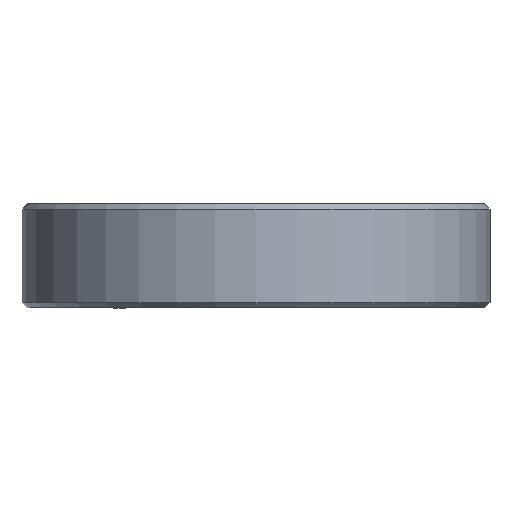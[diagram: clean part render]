
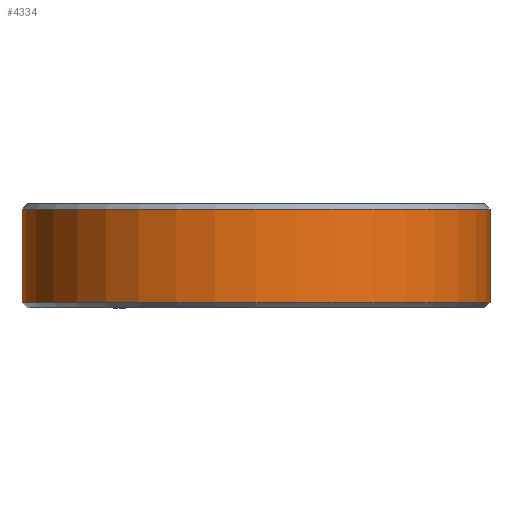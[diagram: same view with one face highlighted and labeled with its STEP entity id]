
A CAD part, front view. The second image highlights one B-rep face of the part: STEP entity #4334.
In plain terms, the highlighted cylindrical face has radius 11.25 mm (diameter 22.5 mm), a partial arc.
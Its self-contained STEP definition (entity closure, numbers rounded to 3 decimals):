
#810 = AXIS2_PLACEMENT_3D ( 'NONE', #3492, #8661, #4234 ) ;
#1078 = DIRECTION ( 'NONE',  ( 0., 0., 1. ) ) ;
#1087 = ORIENTED_EDGE ( 'NONE', *, *, #4771, .T. ) ;
#1362 = LINE ( 'NONE', #8012, #3321 ) ;
#1407 = CARTESIAN_POINT ( 'NONE',  ( 11.25, 0., -0.75 ) ) ;
#1646 = CARTESIAN_POINT ( 'NONE',  ( 0., 0., -5.5 ) ) ;
#2267 = CIRCLE ( 'NONE', #810, 11.25 ) ;
#2865 = VERTEX_POINT ( 'NONE', #3138 ) ;
#3045 = EDGE_LOOP ( 'NONE', ( #6449, #1087, #6060, #4310 ) ) ;
#3138 = CARTESIAN_POINT ( 'NONE',  ( -11.25, 0., -0.75 ) ) ;
#3321 = VECTOR ( 'NONE', #5068, 1000. ) ;
#3492 = CARTESIAN_POINT ( 'NONE',  ( 0., 0., -0.75 ) ) ;
#3885 = CARTESIAN_POINT ( 'NONE',  ( 11.25, 0., -5.25 ) ) ;
#3976 = AXIS2_PLACEMENT_3D ( 'NONE', #5514, #1078, #6264 ) ;
#4024 = CARTESIAN_POINT ( 'NONE',  ( -11.25, 0., -5.5 ) ) ;
#4234 = DIRECTION ( 'NONE',  ( 1., 0., 0. ) ) ;
#4310 = ORIENTED_EDGE ( 'NONE', *, *, #6265, .T. ) ;
#4334 = ADVANCED_FACE ( 'NONE', ( #7223 ), #8711, .T. ) ;
#4348 = VERTEX_POINT ( 'NONE', #3885 ) ;
#4477 = AXIS2_PLACEMENT_3D ( 'NONE', #1646, #5342, #6093 ) ;
#4771 = EDGE_CURVE ( 'NONE', #8635, #4348, #8918, .T. ) ;
#4773 = LINE ( 'NONE', #4024, #6687 ) ;
#5040 = EDGE_CURVE ( 'NONE', #8635, #2865, #4773, .T. ) ;
#5068 = DIRECTION ( 'NONE',  ( 0., 0., 1. ) ) ;
#5342 = DIRECTION ( 'NONE',  ( 0., 0., 1. ) ) ;
#5514 = CARTESIAN_POINT ( 'NONE',  ( 0., 0., -5.25 ) ) ;
#5674 = VERTEX_POINT ( 'NONE', #1407 ) ;
#6060 = ORIENTED_EDGE ( 'NONE', *, *, #7743, .T. ) ;
#6093 = DIRECTION ( 'NONE',  ( 1., 0., 0. ) ) ;
#6264 = DIRECTION ( 'NONE',  ( 1., 0., 0. ) ) ;
#6265 = EDGE_CURVE ( 'NONE', #5674, #2865, #2267, .T. ) ;
#6449 = ORIENTED_EDGE ( 'NONE', *, *, #5040, .F. ) ;
#6687 = VECTOR ( 'NONE', #7011, 1000. ) ;
#7011 = DIRECTION ( 'NONE',  ( 0., 0., 1. ) ) ;
#7223 = FACE_OUTER_BOUND ( 'NONE', #3045, .T. ) ;
#7743 = EDGE_CURVE ( 'NONE', #4348, #5674, #1362, .T. ) ;
#8012 = CARTESIAN_POINT ( 'NONE',  ( 11.25, 0., -5.5 ) ) ;
#8635 = VERTEX_POINT ( 'NONE', #9379 ) ;
#8661 = DIRECTION ( 'NONE',  ( 0., 0., -1. ) ) ;
#8711 = CYLINDRICAL_SURFACE ( 'NONE', #4477, 11.25 ) ;
#8918 = CIRCLE ( 'NONE', #3976, 11.25 ) ;
#9379 = CARTESIAN_POINT ( 'NONE',  ( -11.25, 0., -5.25 ) ) ;
